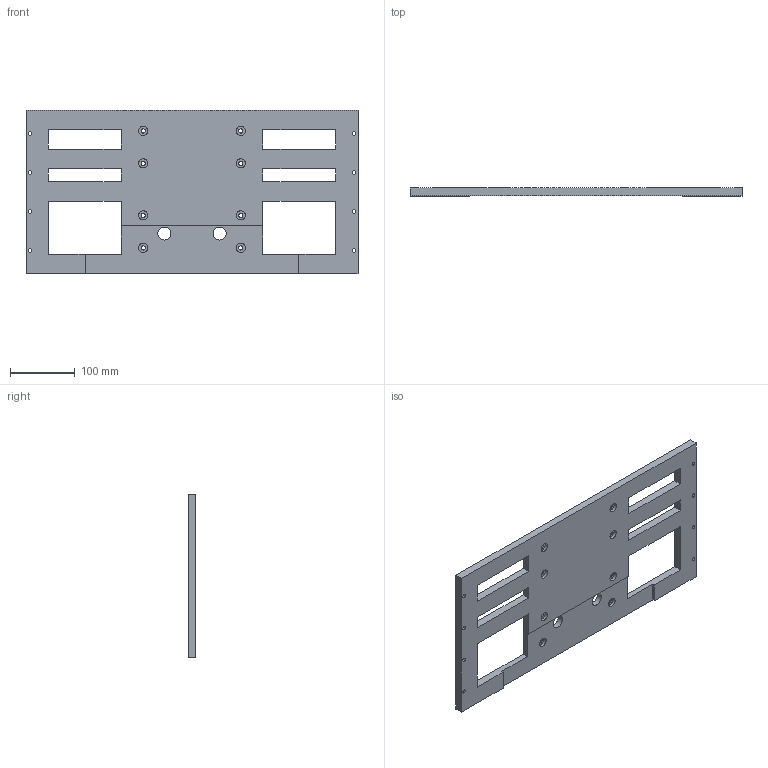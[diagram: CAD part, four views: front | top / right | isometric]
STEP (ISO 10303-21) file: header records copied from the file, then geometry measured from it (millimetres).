
FILE_DESCRIPTION(('FreeCAD Model'),'2;1');
FILE_NAME('Open CASCADE Shape Model','2024-10-11T17:48:33',(''),(''), 'Open CASCADE STEP processor 7.6','FreeCAD','Unknown');
FILE_SCHEMA(('CONFIG_CONTROL_DESIGN','SHAPE_APPEARANCE_LAYER_MIM'));
Length unit declared in the file: millimetre
Products named in the file (1): StageBackSupportPlane
Bounding box: 511 x 12 x 252 mm (x, y, z)
Volume: 1115435.8 mm3; surface area: 241686.8 mm2
Topology: 1 solids, 1 shells, 76 faces, 196 edges, 128 vertices
Faces by surface type: plane 42, cylinder 26, cone 8
Full cylindrical faces by diameter (mm): 5.5 x8, 6.55 x8, 14 x8, 20 x2
Entity records: 2454 total; most frequent: CARTESIAN_POINT 411, DIRECTION 400, ORIENTED_EDGE 392, EDGE_CURVE 196, AXIS2_PLACEMENT_3D 137, FACE_BOUND 130, EDGE_LOOP 130, VERTEX_POINT 128
